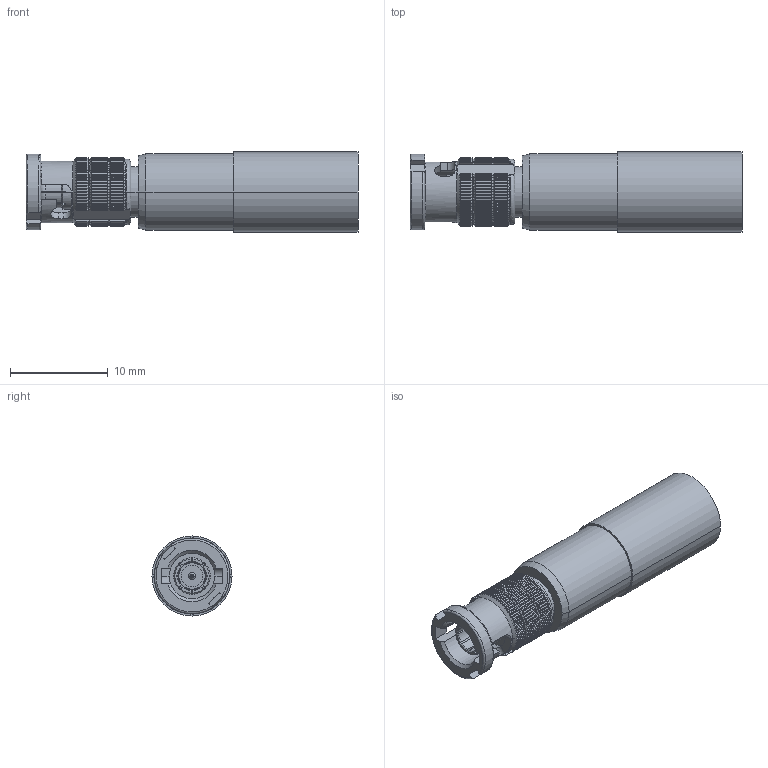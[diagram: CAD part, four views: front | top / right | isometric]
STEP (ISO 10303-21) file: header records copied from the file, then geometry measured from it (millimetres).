
FILE_DESCRIPTION((''),'2;1');
FILE_NAME('34-1121-12G_SW0001','2020-04-06T',('Kaviyarasan'),(''),'CREO PARAMETRIC BY PTC INC, 2018360','CREO PARAMETRIC BY PTC INC, 2018360','');
FILE_SCHEMA(('CONFIG_CONTROL_DESIGN'));
Length unit declared in the file: millimetre
Products named in the file (1): 34-1121-12G_SW0001
Bounding box: 33.97 x 8.2 x 8.2 mm (x, y, z)
Volume: 1186.4 mm3; surface area: 1343.9 mm2
Topology: 1 solids, 1 shells, 744 faces, 2186 edges, 1450 vertices
Faces by surface type: plane 450, cylinder 236, cone 42, torus 16
Entity records: 26854 total; most frequent: CARTESIAN_POINT 8168, ORIENTED_EDGE 4372, DIRECTION 3374, EDGE_CURVE 2186, VERTEX_POINT 1450, AXIS2_PLACEMENT_3D 1298, B_SPLINE_CURVE_WITH_KNOTS 854, VECTOR 778
